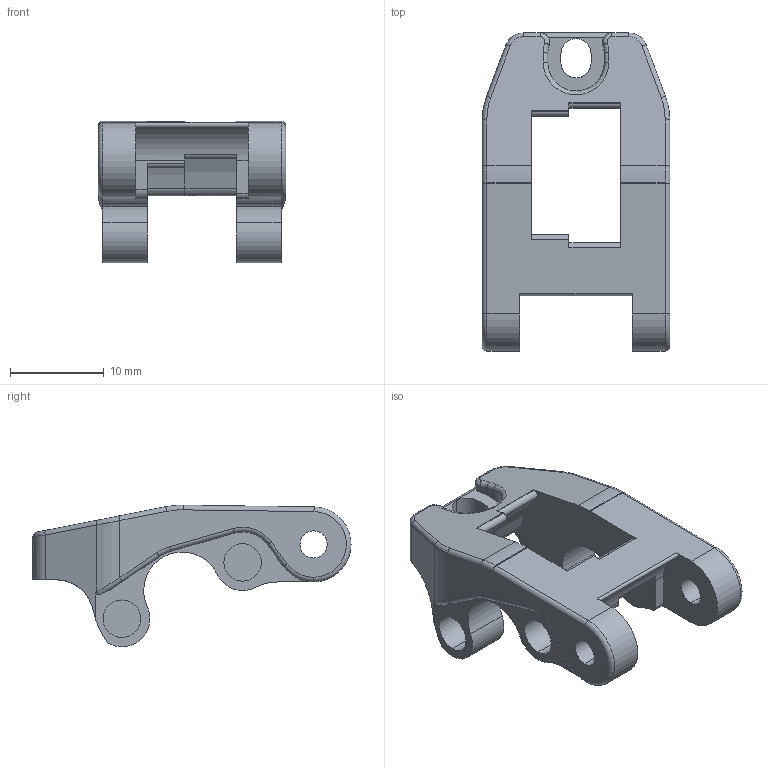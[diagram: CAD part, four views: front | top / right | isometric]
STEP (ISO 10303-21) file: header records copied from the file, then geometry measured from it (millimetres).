
FILE_DESCRIPTION (( 'STEP AP203' ), '1' );
FILE_NAME ('Lowboi mkII Latch.STEP', '2023-01-02T09:46:53', ( '' ), ( '' ), 'SwSTEP 2.0', 'SolidWorks 2022', '' );
FILE_SCHEMA (( 'CONFIG_CONTROL_DESIGN' ));
Length unit declared in the file: millimetre
Products named in the file (1): Lowboi mkII Latch
Bounding box: 20 x 33.91 x 15.1 mm (x, y, z)
Volume: 2578.7 mm3; surface area: 2481.1 mm2
Topology: 1 solids, 1 shells, 141 faces, 384 edges, 246 vertices
Faces by surface type: cylinder 87, plane 33, bspline 11, torus 10
Entity records: 4795 total; most frequent: CARTESIAN_POINT 1104, DIRECTION 799, ORIENTED_EDGE 768, EDGE_CURVE 384, AXIS2_PLACEMENT_3D 315, VERTEX_POINT 246, CIRCLE 184, VECTOR 169
